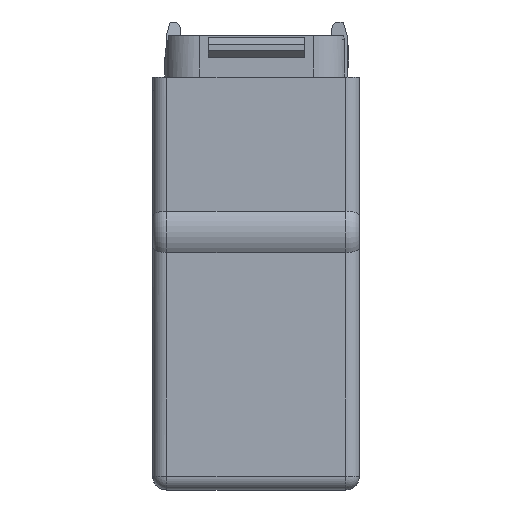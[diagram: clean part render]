
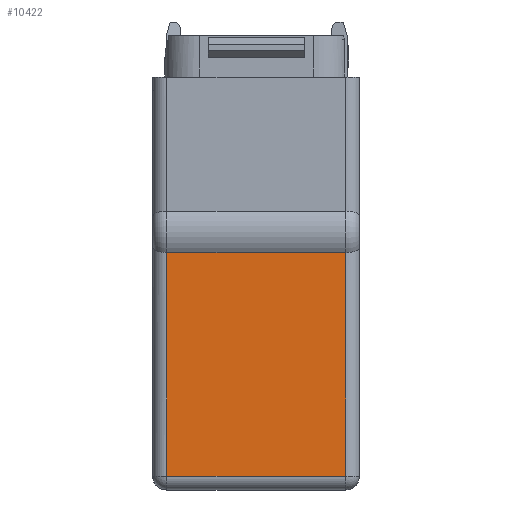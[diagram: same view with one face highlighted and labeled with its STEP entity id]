
A CAD part, left-side view. The second image highlights one B-rep face of the part: STEP entity #10422.
In plain terms, the highlighted planar face has unit normal (-1, 0, 0).
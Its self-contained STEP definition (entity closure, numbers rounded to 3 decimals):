
#558=DIRECTION('',(0.,0.,-1.));
#559=VECTOR('',#558,16.25);
#560=CARTESIAN_POINT('',(-37.45,-6.5,17.25));
#561=LINE('',#560,#559);
#3837=DIRECTION('',(0.,1.,0.));
#3838=VECTOR('',#3837,13.);
#3839=CARTESIAN_POINT('',(-37.45,-6.5,1.));
#3840=LINE('',#3839,#3838);
#3855=DIRECTION('',(0.,1.,0.));
#3856=VECTOR('',#3855,13.);
#3857=CARTESIAN_POINT('',(-37.45,-6.5,17.25));
#3858=LINE('',#3857,#3856);
#3879=DIRECTION('',(0.,0.,-1.));
#3880=VECTOR('',#3879,16.25);
#3881=CARTESIAN_POINT('',(-37.45,6.5,17.25));
#3882=LINE('',#3881,#3880);
#4207=CARTESIAN_POINT('',(-37.45,-6.5,17.25));
#4208=VERTEX_POINT('',#4207);
#4247=CARTESIAN_POINT('',(-37.45,6.5,17.25));
#4248=VERTEX_POINT('',#4247);
#4249=CARTESIAN_POINT('',(-37.45,6.5,1.));
#4250=VERTEX_POINT('',#4249);
#4251=CARTESIAN_POINT('',(-37.45,-6.5,1.));
#4252=VERTEX_POINT('',#4251);
#10409=CARTESIAN_POINT('',(-37.45,7.5,0.));
#10410=DIRECTION('',(-1.,0.,0.));
#10411=DIRECTION('',(0.,-1.,0.));
#10412=AXIS2_PLACEMENT_3D('',#10409,#10410,#10411);
#10413=PLANE('',#10412);
#10415=ORIENTED_EDGE('',*,*,#10414,.F.);
#10417=ORIENTED_EDGE('',*,*,#10416,.F.);
#10418=ORIENTED_EDGE('',*,*,#5856,.T.);
#10419=ORIENTED_EDGE('',*,*,#10400,.T.);
#10420=EDGE_LOOP('',(#10415,#10417,#10418,#10419));
#10421=FACE_OUTER_BOUND('',#10420,.F.);
#10422=ADVANCED_FACE('',(#10421),#10413,.T.);
#5856=EDGE_CURVE('',#4208,#4252,#561,.T.);
#10400=EDGE_CURVE('',#4252,#4250,#3840,.T.);
#10414=EDGE_CURVE('',#4248,#4250,#3882,.T.);
#10416=EDGE_CURVE('',#4208,#4248,#3858,.T.);
